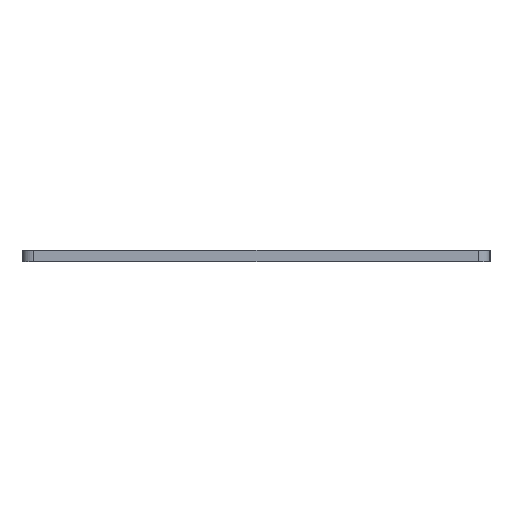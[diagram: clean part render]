
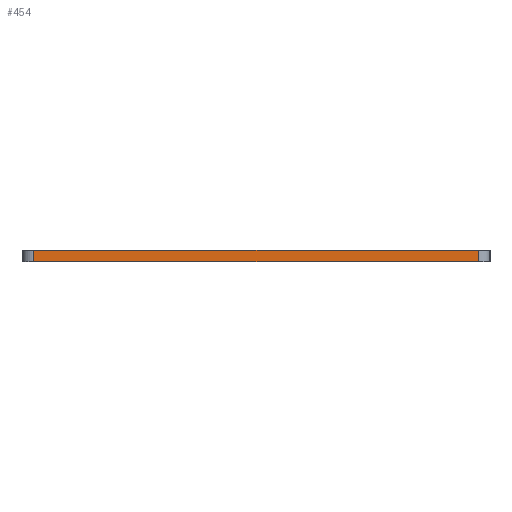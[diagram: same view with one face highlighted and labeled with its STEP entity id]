
A CAD part, left-side view. The second image highlights one B-rep face of the part: STEP entity #454.
In plain terms, the highlighted planar face has unit normal (-1, 0, 0).
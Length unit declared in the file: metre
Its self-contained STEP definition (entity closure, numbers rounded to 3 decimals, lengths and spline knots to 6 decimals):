
#454=ADVANCED_FACE('',(#1139),#1140,.T.);
#1139=FACE_OUTER_BOUND('',#1830,.T.);
#1140=PLANE('',#1831);
#1830=EDGE_LOOP('',(#3143,#3144,#3145,#3146));
#1831=AXIS2_PLACEMENT_3D('',#3147,#3148,#3149);
#3143=ORIENTED_EDGE('',*,*,#3404,.T.);
#3144=ORIENTED_EDGE('',*,*,#3743,.T.);
#3145=ORIENTED_EDGE('',*,*,#3544,.T.);
#3146=ORIENTED_EDGE('',*,*,#3745,.T.);
#3147=CARTESIAN_POINT('',(-0.2175,0.0,-0.001));
#3148=DIRECTION('',(-1.0,0.0,0.0));
#3149=DIRECTION('',(0.0,0.,-1.0));
#3404=EDGE_CURVE('',#4080,#4078,#4081,.T.);
#3544=EDGE_CURVE('',#4355,#4353,#4356,.T.);
#3743=EDGE_CURVE('',#4078,#4355,#4589,.T.);
#3745=EDGE_CURVE('',#4353,#4080,#4591,.F.);
#4078=VERTEX_POINT('',#5008);
#4080=VERTEX_POINT('',#5010);
#4081=LINE('',#5011,#5012);
#4353=VERTEX_POINT('',#5415);
#4355=VERTEX_POINT('',#5417);
#4356=LINE('',#5418,#5419);
#4589=LINE('',#5719,#5720);
#4591=LINE('',#5722,#5723);
#5008=CARTESIAN_POINT('',(-0.2175,0.038,0.));
#5010=CARTESIAN_POINT('',(-0.2175,-0.038,0.));
#5011=CARTESIAN_POINT('',(-0.2175,0.0,0.));
#5012=VECTOR('',#6128,1.0);
#5415=CARTESIAN_POINT('',(-0.2175,-0.038,-0.002));
#5417=CARTESIAN_POINT('',(-0.2175,0.038,-0.002));
#5418=CARTESIAN_POINT('',(-0.2175,0.0,-0.002));
#5419=VECTOR('',#6424,1.0);
#5719=CARTESIAN_POINT('',(-0.2175,0.038,-0.001));
#5720=VECTOR('',#6564,1.0);
#5722=CARTESIAN_POINT('',(-0.2175,-0.038,-0.001));
#5723=VECTOR('',#6565,1.0);
#6128=DIRECTION('',(0.0,1.0,0.));
#6424=DIRECTION('',(-0.0,-1.0,0.));
#6564=DIRECTION('',(0.0,0.,-1.0));
#6565=DIRECTION('',(0.0,0.,-1.0));
